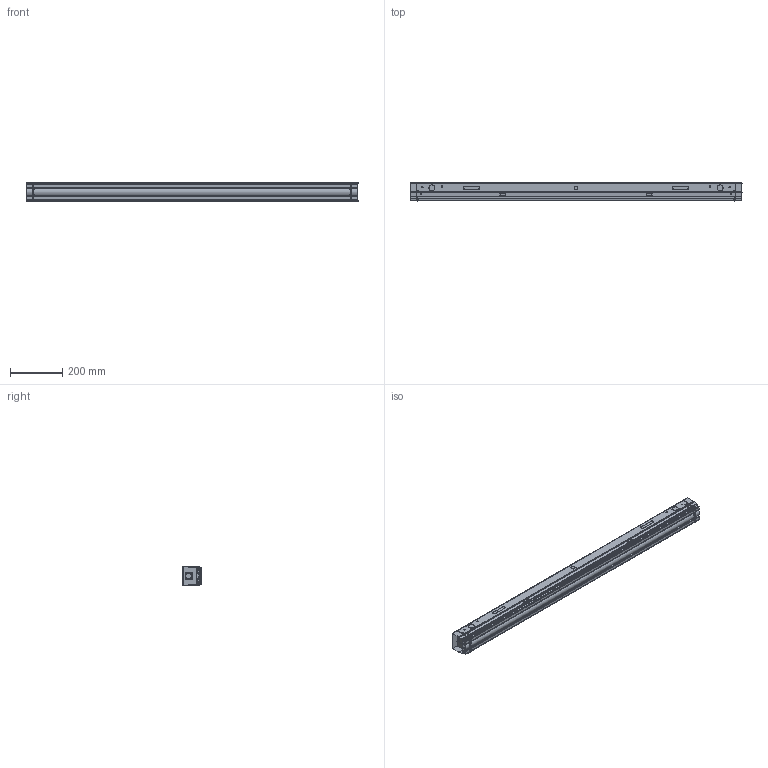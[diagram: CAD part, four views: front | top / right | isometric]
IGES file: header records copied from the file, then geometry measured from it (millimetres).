
Start section:  PTC IGES file: 213561.igs
Global section: file name: 213561.igs; native system: Creo Parametric by PTC Inc.; preprocessor: 2018300; author: pdmadmin; organization: Unknown; date: 20191031.091530; units: millimetre
Bounding box: 1268.8 x 69.1 x 73.72 mm (x, y, z)
Volume: 551575.5 mm3; surface area: 4308782.1 mm2
Topology: 11 solids, 19 shells, 4192 faces, 21760 edges, 28064 vertices
Faces by surface type: revolution 2128, bspline 2064
